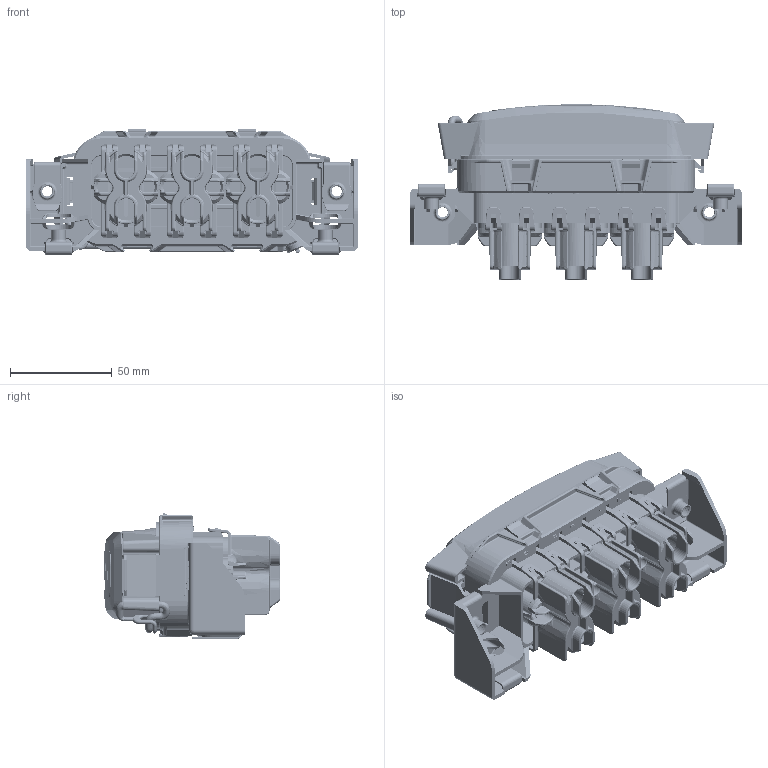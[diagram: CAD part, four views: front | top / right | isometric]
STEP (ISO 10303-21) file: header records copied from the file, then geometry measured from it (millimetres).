
FILE_DESCRIPTION((''),'2;1');
FILE_NAME('PDM-R_SERIES_E_HOUSING_EX_NCF_ASM','2025-04-15T15:36:43',('20077268'),(''),'CREO PARAMETRIC BY PTC INC, 2024014','CREO PARAMETRIC BY PTC INC, 2024014','');
FILE_SCHEMA(('CONFIG_CONTROL_DESIGN'));
Products named in the file (13): C26-1012-2E_SALES_NCF; C14-1013_INSTALLED_NCF; PDM-RS_INSTALLED_NCF_ASM; PDM-R4E01_NCF_ASM; C27-1012-1_NCF; PDM-TC_NCF_ASM; C02-1012-M_NCF; PDM-TMC_NCF_ASM; C38-1001_INSTALLED_NCF; PDM-SCT_INSTALLED_NCF_ASM; PC38-2006A-B003_NCF; SC38-2006A-B003_NCF_ASM; PDM-R_SERIES_E_HOUSING_EX_NCF_ASM
Assembly tree (17 placements, depth 4):
  PDM-R_SERIES_E_HOUSING_EX_NCF_ASM
    PDM-R4E01_NCF_ASM
      C26-1012-2E_SALES_NCF
      PDM-RS_INSTALLED_NCF_ASM
        C14-1013_INSTALLED_NCF
    PDM-TC_NCF_ASM
      C27-1012-1_NCF
    PDM-TMC_NCF_ASM  x4
      C02-1012-M_NCF
    PDM-SCT_INSTALLED_NCF_ASM
      C38-1001_INSTALLED_NCF
    SC38-2006A-B003_NCF_ASM  x3
      PC38-2006A-B003_NCF
Bounding box: 163 x 86.1 x 61.66 mm (x, y, z)
Volume: 166738.1 mm3; surface area: 171067.8 mm2
Topology: 11 solids, 11 shells, 6342 faces, 16012 edges, 9692 vertices
Faces by surface type: plane 2051, cylinder 1888, bspline 967, torus 681, cone 468, sphere 196, extrusion 91
Entity records: 158018 total; most frequent: CARTESIAN_POINT 53825, ORIENTED_EDGE 22588, DIRECTION 20635, EDGE_CURVE 11294, AXIS2_PLACEMENT_3D 7261, VERTEX_POINT 6876, VECTOR 6113, LINE 6022
